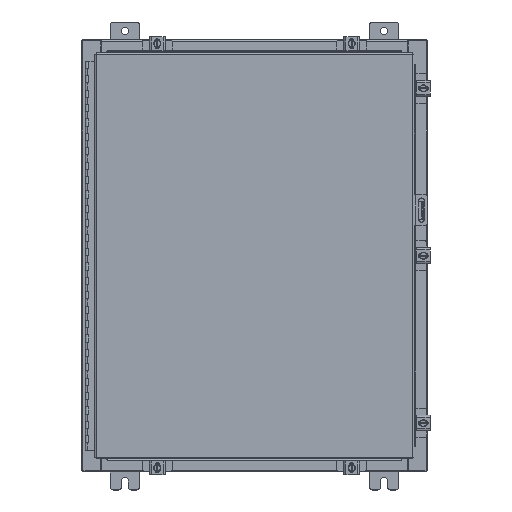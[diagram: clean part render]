
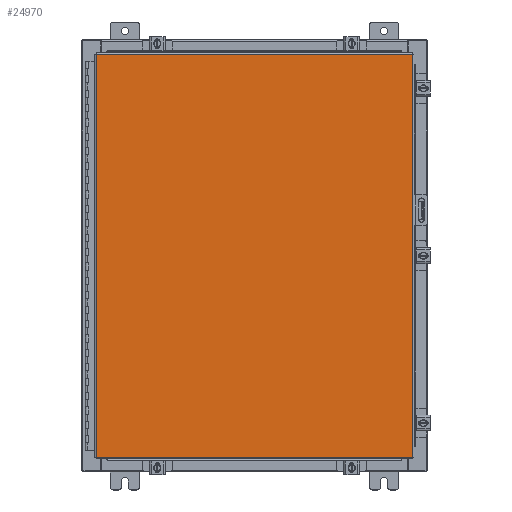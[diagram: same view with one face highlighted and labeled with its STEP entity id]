
A CAD part, top view. The second image highlights one B-rep face of the part: STEP entity #24970.
In plain terms, the highlighted planar face has unit normal (0, 0, 1).
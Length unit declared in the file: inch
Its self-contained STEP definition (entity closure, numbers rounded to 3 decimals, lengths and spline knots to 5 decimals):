
#952 = VECTOR ( 'NONE', #25175, 39.37008 ) ;
#1340 = EDGE_CURVE ( 'NONE', #4710, #11030, #26626, .T. ) ;
#2513 = EDGE_CURVE ( 'NONE', #13728, #34235, #16752, .T. ) ;
#3880 = CARTESIAN_POINT ( 'NONE',  ( -10.9903, 14.0063, 0. ) ) ;
#3913 = CARTESIAN_POINT ( 'NONE',  ( 0., 0., 0. ) ) ;
#4000 = EDGE_LOOP ( 'NONE', ( #16241, #28883, #35717, #34985 ) ) ;
#4018 = CARTESIAN_POINT ( 'NONE',  ( -10.9903, -14.0063, 0. ) ) ;
#4710 = VERTEX_POINT ( 'NONE', #8014 ) ;
#6858 = DIRECTION ( 'NONE',  ( -1., 0., 0. ) ) ;
#8014 = CARTESIAN_POINT ( 'NONE',  ( 10.9903, -14.0063, 0. ) ) ;
#9139 = FACE_OUTER_BOUND ( 'NONE', #4000, .T. ) ;
#9885 = DIRECTION ( 'NONE',  ( 1., 0., 0. ) ) ;
#11030 = VERTEX_POINT ( 'NONE', #15035 ) ;
#11052 = PLANE ( 'NONE',  #30461 ) ;
#13728 = VERTEX_POINT ( 'NONE', #3880 ) ;
#14554 = DIRECTION ( 'NONE',  ( -1., 0., 0. ) ) ;
#15035 = CARTESIAN_POINT ( 'NONE',  ( 10.9903, 14.0063, 0. ) ) ;
#15571 = VECTOR ( 'NONE', #6858, 39.37008 ) ;
#16241 = ORIENTED_EDGE ( 'NONE', *, *, #18827, .T. ) ;
#16752 = LINE ( 'NONE', #16863, #35257 ) ;
#16863 = CARTESIAN_POINT ( 'NONE',  ( -10.9903, 14.0063, 0. ) ) ;
#18037 = LINE ( 'NONE', #4018, #19307 ) ;
#18827 = EDGE_CURVE ( 'NONE', #34235, #4710, #18037, .T. ) ;
#19307 = VECTOR ( 'NONE', #9885, 39.37008 ) ;
#20961 = DIRECTION ( 'NONE',  ( 0., -1., 0. ) ) ;
#23593 = LINE ( 'NONE', #27579, #15571 ) ;
#24970 = ADVANCED_FACE ( 'NONE', ( #9139 ), #11052, .F. ) ;
#25069 = DIRECTION ( 'NONE',  ( 0., 0., -1. ) ) ;
#25175 = DIRECTION ( 'NONE',  ( 0., 1., 0. ) ) ;
#25601 = CARTESIAN_POINT ( 'NONE',  ( 10.9903, -14.0063, 0. ) ) ;
#26626 = LINE ( 'NONE', #25601, #952 ) ;
#27546 = CARTESIAN_POINT ( 'NONE',  ( -10.9903, -14.0063, 0. ) ) ;
#27579 = CARTESIAN_POINT ( 'NONE',  ( 10.9903, 14.0063, 0. ) ) ;
#28883 = ORIENTED_EDGE ( 'NONE', *, *, #1340, .T. ) ;
#30461 = AXIS2_PLACEMENT_3D ( 'NONE', #3913, #25069, #14554 ) ;
#34235 = VERTEX_POINT ( 'NONE', #27546 ) ;
#34985 = ORIENTED_EDGE ( 'NONE', *, *, #2513, .T. ) ;
#35257 = VECTOR ( 'NONE', #20961, 39.37008 ) ;
#35717 = ORIENTED_EDGE ( 'NONE', *, *, #37821, .T. ) ;
#37821 = EDGE_CURVE ( 'NONE', #11030, #13728, #23593, .T. ) ;
